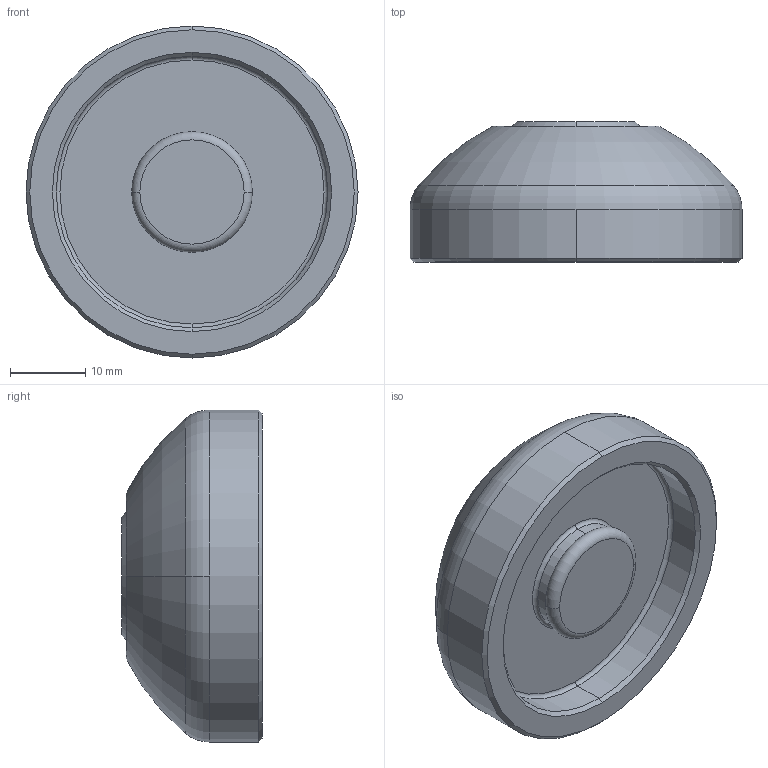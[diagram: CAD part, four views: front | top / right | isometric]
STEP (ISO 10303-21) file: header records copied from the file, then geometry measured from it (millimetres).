
FILE_DESCRIPTION (( 'STEP AP203' ), '1' );
FILE_NAME ('403536696_c_1.STEP', '2023-02-26T21:34:37', ( '' ), ( '' ), 'SwSTEP 2.0', 'SolidWorks 2014', '' );
FILE_SCHEMA (( 'CONFIG_CONTROL_DESIGN' ));
Length unit declared in the file: millimetre
Products named in the file (1): 403536696_c_1
Bounding box: 44 x 18.61 x 44 mm (x, y, z)
Volume: 16522.9 mm3; surface area: 6656.2 mm2
Topology: 2 solids, 2 shells, 53 faces, 113 edges, 68 vertices
Faces by surface type: cylinder 18, torus 16, cone 10, plane 8, sphere 1
Entity records: 1509 total; most frequent: DIRECTION 300, CARTESIAN_POINT 230, ORIENTED_EDGE 220, AXIS2_PLACEMENT_3D 136, EDGE_CURVE 110, CIRCLE 82, VERTEX_POINT 66, EDGE_LOOP 60
